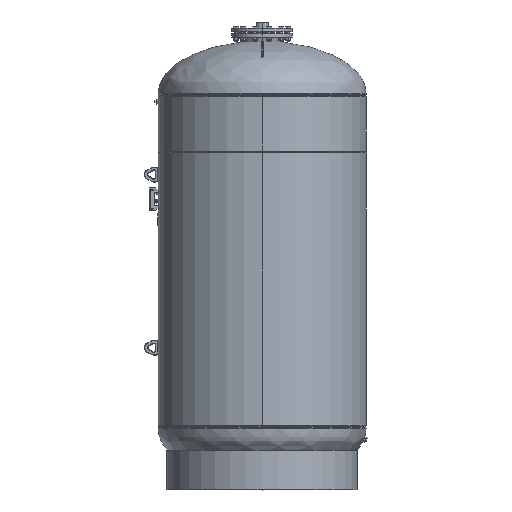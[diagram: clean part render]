
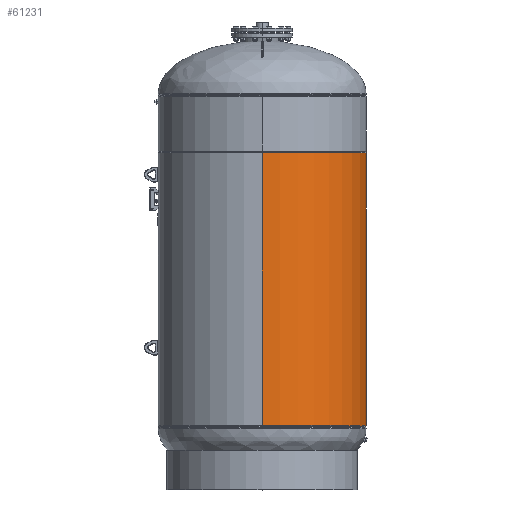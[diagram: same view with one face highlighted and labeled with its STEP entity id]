
A CAD part, top view. The second image highlights one B-rep face of the part: STEP entity #61231.
In plain terms, the highlighted cylindrical face has radius 915.543 mm (diameter 1831.09 mm), a partial arc.
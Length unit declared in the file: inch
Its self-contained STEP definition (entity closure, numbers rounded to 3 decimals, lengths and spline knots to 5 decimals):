
#8433 = ORIENTED_EDGE ( 'NONE', *, *, #107575, .T. ) ;
#9289 = FACE_OUTER_BOUND ( 'NONE', #101073, .T. ) ;
#10383 = AXIS2_PLACEMENT_3D ( 'NONE', #82164, #26433, #35230 ) ;
#11593 = VECTOR ( 'NONE', #81303, 39.37008 ) ;
#14369 = CIRCLE ( 'NONE', #80174, 36.045 ) ;
#15748 = EDGE_CURVE ( 'NONE', #59023, #46276, #54250, .T. ) ;
#20041 = CARTESIAN_POINT ( 'NONE',  ( 0., 0., 36.045 ) ) ;
#22697 = CARTESIAN_POINT ( 'NONE',  ( 0.21753, 0.25, -36.04434 ) ) ;
#24207 = VERTEX_POINT ( 'NONE', #25056 ) ;
#25056 = CARTESIAN_POINT ( 'NONE',  ( 0.21753, 94.79023, -36.04434 ) ) ;
#26433 = DIRECTION ( 'NONE',  ( 0., 1., 0. ) ) ;
#33052 = ORIENTED_EDGE ( 'NONE', *, *, #100579, .T. ) ;
#33364 = EDGE_CURVE ( 'NONE', #59023, #61579, #96903, .T. ) ;
#35230 = DIRECTION ( 'NONE',  ( 0., 0., -1. ) ) ;
#37351 = ORIENTED_EDGE ( 'NONE', *, *, #33364, .T. ) ;
#38548 = ORIENTED_EDGE ( 'NONE', *, *, #15748, .F. ) ;
#39362 = CARTESIAN_POINT ( 'NONE',  ( 0., 0.25, 36.045 ) ) ;
#46276 = VERTEX_POINT ( 'NONE', #97187 ) ;
#50482 = VECTOR ( 'NONE', #63739, 39.37008 ) ;
#54250 = LINE ( 'NONE', #20041, #11593 ) ;
#59023 = VERTEX_POINT ( 'NONE', #39362 ) ;
#61231 = ADVANCED_FACE ( 'NONE', ( #9289 ), #96959, .T. ) ;
#61579 = VERTEX_POINT ( 'NONE', #22697 ) ;
#62577 = DIRECTION ( 'NONE',  ( 0., -1., 0. ) ) ;
#62811 = DIRECTION ( 'NONE',  ( 0., 1., 0. ) ) ;
#63739 = DIRECTION ( 'NONE',  ( 0., 1., 0. ) ) ;
#64853 = CARTESIAN_POINT ( 'NONE',  ( 0., 94.79023, 0. ) ) ;
#69874 = DIRECTION ( 'NONE',  ( 0., 0., 1. ) ) ;
#74238 = CARTESIAN_POINT ( 'NONE',  ( 0.21753, 0., -36.04434 ) ) ;
#80174 = AXIS2_PLACEMENT_3D ( 'NONE', #64853, #62577, #107883 ) ;
#81303 = DIRECTION ( 'NONE',  ( 0., 1., 0. ) ) ;
#82164 = CARTESIAN_POINT ( 'NONE',  ( 0., 0.25, 0. ) ) ;
#87363 = AXIS2_PLACEMENT_3D ( 'NONE', #107559, #62811, #69874 ) ;
#91938 = LINE ( 'NONE', #74238, #50482 ) ;
#96903 = CIRCLE ( 'NONE', #10383, 36.045 ) ;
#96959 = CYLINDRICAL_SURFACE ( 'NONE', #87363, 36.045 ) ;
#97187 = CARTESIAN_POINT ( 'NONE',  ( 0., 94.79023, 36.045 ) ) ;
#100579 = EDGE_CURVE ( 'NONE', #24207, #46276, #14369, .T. ) ;
#101073 = EDGE_LOOP ( 'NONE', ( #38548, #37351, #8433, #33052 ) ) ;
#107559 = CARTESIAN_POINT ( 'NONE',  ( 0., 0., 0. ) ) ;
#107575 = EDGE_CURVE ( 'NONE', #61579, #24207, #91938, .T. ) ;
#107883 = DIRECTION ( 'NONE',  ( 0., 0., 1. ) ) ;
